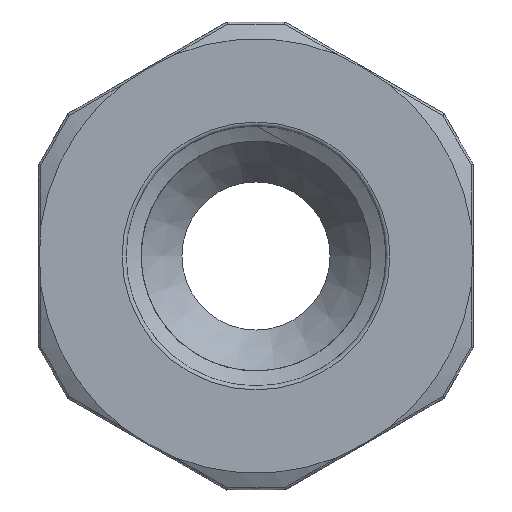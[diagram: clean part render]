
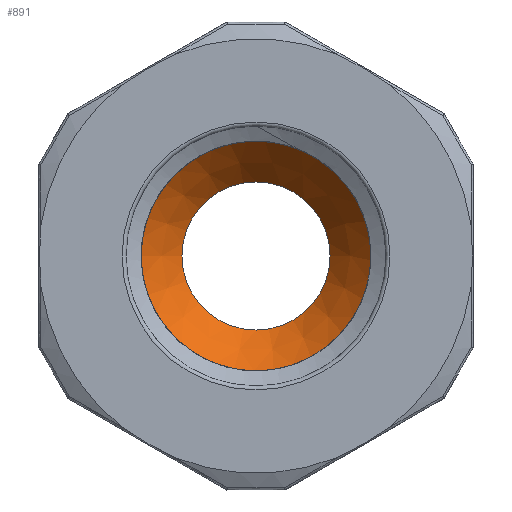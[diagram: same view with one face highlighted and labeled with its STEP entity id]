
A CAD part, left-side view. The second image highlights one B-rep face of the part: STEP entity #891.
In plain terms, the highlighted conical face has half-angle 38.525 degrees and reference radius 4.785 mm.
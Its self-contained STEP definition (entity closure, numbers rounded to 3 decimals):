
#27=FACE_BOUND('',#246,.T.);
#43=CIRCLE('',#960,5.82);
#45=CIRCLE('',#969,3.75);
#46=CIRCLE('',#971,5.82);
#59=CONICAL_SURFACE('',#970,4.785,38.525);
#190=FACE_OUTER_BOUND('',#245,.T.);
#245=EDGE_LOOP('',(#792));
#246=EDGE_LOOP('',(#793,#794));
#421=VERTEX_POINT('',#2900);
#423=VERTEX_POINT('',#3276);
#429=VERTEX_POINT('',#3734);
#554=EDGE_CURVE('',#421,#423,#43,.T.);
#559=EDGE_CURVE('',#429,#429,#45,.T.);
#560=EDGE_CURVE('',#423,#421,#46,.T.);
#792=ORIENTED_EDGE('',*,*,#559,.T.);
#793=ORIENTED_EDGE('',*,*,#560,.F.);
#794=ORIENTED_EDGE('',*,*,#554,.F.);
#891=ADVANCED_FACE('',(#190,#27),#59,.F.);
#960=AXIS2_PLACEMENT_3D('',#3720,#1122,#1123);
#969=AXIS2_PLACEMENT_3D('',#3735,#1143,#1144);
#970=AXIS2_PLACEMENT_3D('',#3736,#1145,#1146);
#971=AXIS2_PLACEMENT_3D('',#3737,#1147,#1148);
#1122=DIRECTION('center_axis',(1.,0.,0.));
#1123=DIRECTION('ref_axis',(0.,0.,-1.));
#1143=DIRECTION('center_axis',(1.,0.,0.));
#1144=DIRECTION('ref_axis',(0.,0.,-1.));
#1145=DIRECTION('center_axis',(-1.,0.,0.));
#1146=DIRECTION('ref_axis',(0.,1.,0.));
#1147=DIRECTION('center_axis',(1.,0.,0.));
#1148=DIRECTION('ref_axis',(0.,0.,-1.));
#2900=CARTESIAN_POINT('',(-5.5,1.329,5.666));
#3276=CARTESIAN_POINT('',(-5.5,-1.329,5.666));
#3720=CARTESIAN_POINT('Origin',(-5.5,0.,0.));
#3734=CARTESIAN_POINT('',(-2.9,3.75,0.));
#3735=CARTESIAN_POINT('Origin',(-2.9,0.,0.));
#3736=CARTESIAN_POINT('Origin',(-4.2,0.,0.));
#3737=CARTESIAN_POINT('Origin',(-5.5,0.,0.));
